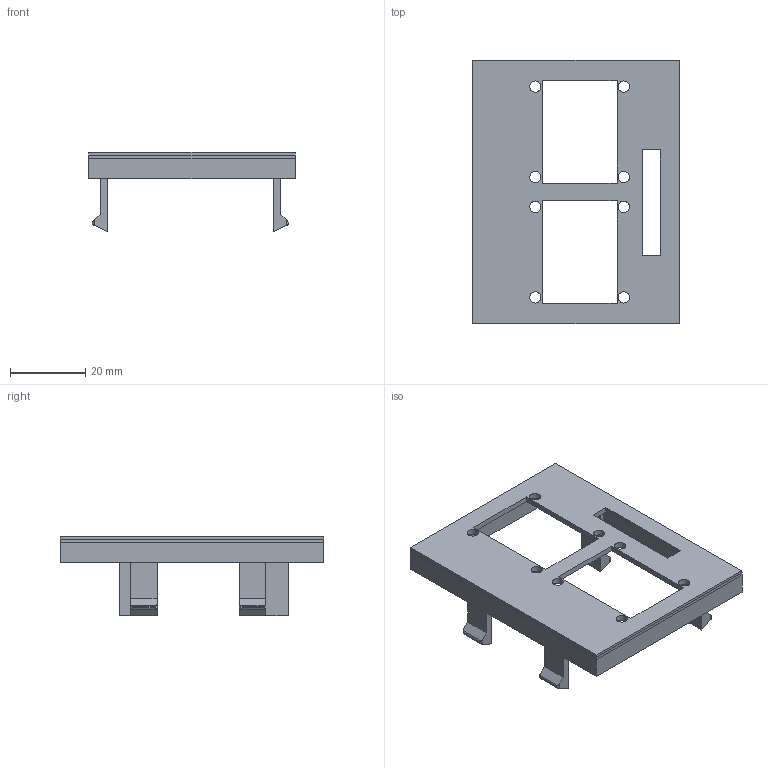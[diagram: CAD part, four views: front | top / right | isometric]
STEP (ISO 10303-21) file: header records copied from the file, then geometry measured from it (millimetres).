
FILE_DESCRIPTION(/* description */ (''),/* implementation_level */ '2;1');
FILE_NAME(/* name */ 'Top Box V7.step',/* time_stamp */ '2024-08-23T17:19:43-07:00',/* author */ (''),/* organization */ (''),/* preprocessor_version */ 'ST-DEVELOPER v20',/* originating_system */ 'Autodesk Translation Framework v13.14.0.145',/* authorisation */ '');
FILE_SCHEMA (('AUTOMOTIVE_DESIGN { 1 0 10303 214 3 1 1 }'));
Length unit declared in the file: millimetre
Products named in the file (1): Water Testing Box (v7~recovered)
Bounding box: 54.82 x 69.9 x 21.02 mm (x, y, z)
Volume: 10635.4 mm3; surface area: 14229.8 mm2
Topology: 6 solids, 6 shells, 124 faces, 335 edges, 223 vertices
Faces by surface type: plane 100, cylinder 24
Full cylindrical faces by diameter (mm): 3 x8
Entity records: 3941 total; most frequent: CARTESIAN_POINT 683, ORIENTED_EDGE 670, DIRECTION 633, EDGE_CURVE 335, LINE 287, VECTOR 287, VERTEX_POINT 223, AXIS2_PLACEMENT_3D 173
